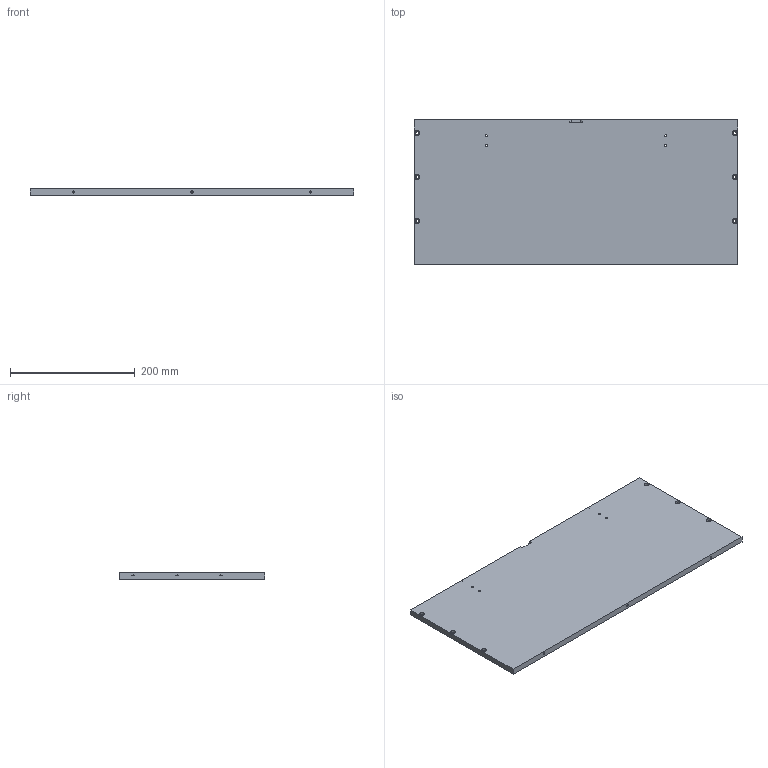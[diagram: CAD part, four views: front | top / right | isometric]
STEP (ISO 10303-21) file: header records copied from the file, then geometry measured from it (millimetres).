
FILE_DESCRIPTION (( 'STEP AP214' ), '1' );
FILE_NAME ('Housing_front.STEP', '2020-09-08T12:05:12', ( '' ), ( '' ), 'SwSTEP 2.0', 'SolidWorks 2019', '' );
FILE_SCHEMA (( 'AUTOMOTIVE_DESIGN' ));
Length unit declared in the file: millimetre
Products named in the file (1): Housing_front
Bounding box: 520 x 234 x 10 mm (x, y, z)
Volume: 1209852.8 mm3; surface area: 259687.7 mm2
Topology: 1 solids, 1 shells, 70 faces, 176 edges, 109 vertices
Faces by surface type: cylinder 44, plane 16, cone 10
Entity records: 2284 total; most frequent: DIRECTION 392, CARTESIAN_POINT 352, ORIENTED_EDGE 332, EDGE_CURVE 166, AXIS2_PLACEMENT_3D 157, VERTEX_POINT 109, EDGE_LOOP 101, CIRCLE 86
